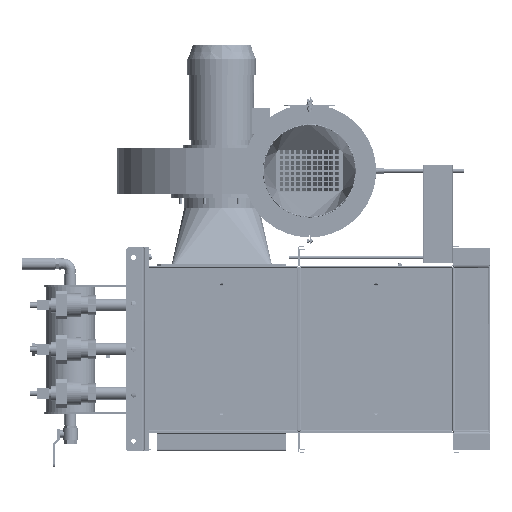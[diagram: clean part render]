
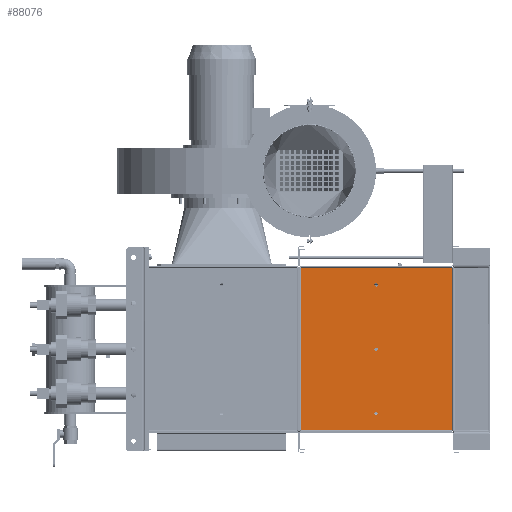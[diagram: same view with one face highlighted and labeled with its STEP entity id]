
A CAD part, left-side view. The second image highlights one B-rep face of the part: STEP entity #88076.
In plain terms, the highlighted face is planar.
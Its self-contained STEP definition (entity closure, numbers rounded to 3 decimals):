
#486 = DIRECTION ( 'NONE',  ( -1., 0., 0. ) ) ;
#1351 = DIRECTION ( 'NONE',  ( 0., -1., 0. ) ) ;
#10094 = CIRCLE ( 'NONE', #113787, 4.5 ) ;
#12650 = CARTESIAN_POINT ( 'NONE',  ( 0., -210., 220.6 ) ) ;
#14841 = VERTEX_POINT ( 'NONE', #46833 ) ;
#17599 = DIRECTION ( 'NONE',  ( 0., -1., 0. ) ) ;
#17989 = VERTEX_POINT ( 'NONE', #77113 ) ;
#18905 = CARTESIAN_POINT ( 'NONE',  ( 0., 205.6, 220.6 ) ) ;
#19602 = CARTESIAN_POINT ( 'NONE',  ( 0., 0., -175. ) ) ;
#20956 = VERTEX_POINT ( 'NONE', #35138 ) ;
#21854 = EDGE_CURVE ( 'NONE', #36969, #39691, #61191, .T. ) ;
#22770 = VERTEX_POINT ( 'NONE', #116648 ) ;
#22803 = CIRCLE ( 'NONE', #119709, 4.5 ) ;
#22849 = FACE_BOUND ( 'NONE', #52988, .T. ) ;
#23968 = LINE ( 'NONE', #12650, #53806 ) ;
#25379 = CARTESIAN_POINT ( 'NONE',  ( 0., 210., -220.6 ) ) ;
#28823 = CARTESIAN_POINT ( 'NONE',  ( 0., 0., -179.5 ) ) ;
#28842 = VECTOR ( 'NONE', #88174, 1000. ) ;
#30569 = VERTEX_POINT ( 'NONE', #123270 ) ;
#35138 = CARTESIAN_POINT ( 'NONE',  ( 0., 0., 170.5 ) ) ;
#36064 = ORIENTED_EDGE ( 'NONE', *, *, #56003, .T. ) ;
#36969 = VERTEX_POINT ( 'NONE', #104498 ) ;
#37634 = EDGE_LOOP ( 'NONE', ( #103022, #64517 ) ) ;
#38234 = VECTOR ( 'NONE', #90999, 1000. ) ;
#38959 = DIRECTION ( 'NONE',  ( 0., -1., 0. ) ) ;
#39691 = VERTEX_POINT ( 'NONE', #103625 ) ;
#41380 = DIRECTION ( 'NONE',  ( -1., 0., 0. ) ) ;
#43590 = DIRECTION ( 'NONE',  ( 0., -1., 0. ) ) ;
#44452 = DIRECTION ( 'NONE',  ( 0., 1., 0. ) ) ;
#45448 = DIRECTION ( 'NONE',  ( 0., -1., 0. ) ) ;
#46247 = DIRECTION ( 'NONE',  ( -1., 0., 0. ) ) ;
#46833 = CARTESIAN_POINT ( 'NONE',  ( 0., 0., -170.5 ) ) ;
#49536 = CARTESIAN_POINT ( 'NONE',  ( 0., 0., 0. ) ) ;
#51093 = ORIENTED_EDGE ( 'NONE', *, *, #103256, .F. ) ;
#51428 = VERTEX_POINT ( 'NONE', #28823 ) ;
#52988 = EDGE_LOOP ( 'NONE', ( #76801, #131963 ) ) ;
#53465 = CARTESIAN_POINT ( 'NONE',  ( 0., 0., 175. ) ) ;
#53806 = VECTOR ( 'NONE', #44452, 1000. ) ;
#54431 = ORIENTED_EDGE ( 'NONE', *, *, #70446, .F. ) ;
#55190 = AXIS2_PLACEMENT_3D ( 'NONE', #120917, #76510, #45448 ) ;
#55667 = EDGE_LOOP ( 'NONE', ( #57641, #123018, #51093, #54431 ) ) ;
#56003 = EDGE_CURVE ( 'NONE', #51428, #14841, #91167, .T. ) ;
#57641 = ORIENTED_EDGE ( 'NONE', *, *, #106854, .F. ) ;
#57889 = CARTESIAN_POINT ( 'NONE',  ( 0., 0., 175. ) ) ;
#61191 = CIRCLE ( 'NONE', #79277, 4.5 ) ;
#61682 = CARTESIAN_POINT ( 'NONE',  ( 0., 0., 179.5 ) ) ;
#61949 = LINE ( 'NONE', #18905, #38234 ) ;
#64517 = ORIENTED_EDGE ( 'NONE', *, *, #75856, .T. ) ;
#66988 = CARTESIAN_POINT ( 'NONE',  ( 0., -205.6, -220.6 ) ) ;
#70446 = EDGE_CURVE ( 'NONE', #22770, #84613, #122022, .T. ) ;
#71095 = CIRCLE ( 'NONE', #102642, 4.5 ) ;
#73896 = EDGE_CURVE ( 'NONE', #39691, #36969, #10094, .T. ) ;
#75856 = EDGE_CURVE ( 'NONE', #20956, #116650, #71095, .T. ) ;
#76510 = DIRECTION ( 'NONE',  ( -1., 0., 0. ) ) ;
#76801 = ORIENTED_EDGE ( 'NONE', *, *, #21854, .T. ) ;
#77113 = CARTESIAN_POINT ( 'NONE',  ( 0., 205.6, 220.6 ) ) ;
#78597 = EDGE_CURVE ( 'NONE', #116650, #20956, #80584, .T. ) ;
#78609 = FACE_BOUND ( 'NONE', #86882, .T. ) ;
#79277 = AXIS2_PLACEMENT_3D ( 'NONE', #49536, #101120, #38959 ) ;
#80106 = DIRECTION ( 'NONE',  ( 0., -1., 0. ) ) ;
#80584 = CIRCLE ( 'NONE', #107602, 4.5 ) ;
#84482 = EDGE_CURVE ( 'NONE', #14841, #51428, #22803, .T. ) ;
#84613 = VERTEX_POINT ( 'NONE', #66988 ) ;
#86882 = EDGE_LOOP ( 'NONE', ( #91061, #36064 ) ) ;
#87455 = CARTESIAN_POINT ( 'NONE',  ( 0., -205.6, -220.6 ) ) ;
#88076 = ADVANCED_FACE ( 'NONE', ( #22849, #88478, #97667, #78609 ), #108231, .F. ) ;
#88174 = DIRECTION ( 'NONE',  ( 0., 0., 1. ) ) ;
#88478 = FACE_BOUND ( 'NONE', #37634, .T. ) ;
#90999 = DIRECTION ( 'NONE',  ( 0., 0., -1. ) ) ;
#91061 = ORIENTED_EDGE ( 'NONE', *, *, #84482, .T. ) ;
#91167 = CIRCLE ( 'NONE', #91488, 4.5 ) ;
#91488 = AXIS2_PLACEMENT_3D ( 'NONE', #19602, #486, #43590 ) ;
#95285 = CARTESIAN_POINT ( 'NONE',  ( 0., 0., -175. ) ) ;
#96647 = LINE ( 'NONE', #87455, #28842 ) ;
#97667 = FACE_OUTER_BOUND ( 'NONE', #55667, .T. ) ;
#97894 = CARTESIAN_POINT ( 'NONE',  ( 0., 0., 0. ) ) ;
#99321 = DIRECTION ( 'NONE',  ( 0., -1., 0. ) ) ;
#101120 = DIRECTION ( 'NONE',  ( -1., 0., 0. ) ) ;
#102038 = VECTOR ( 'NONE', #1351, 1000. ) ;
#102642 = AXIS2_PLACEMENT_3D ( 'NONE', #57889, #41380, #17599 ) ;
#103022 = ORIENTED_EDGE ( 'NONE', *, *, #78597, .T. ) ;
#103256 = EDGE_CURVE ( 'NONE', #84613, #30569, #96647, .T. ) ;
#103625 = CARTESIAN_POINT ( 'NONE',  ( 0., 0., -4.5 ) ) ;
#104498 = CARTESIAN_POINT ( 'NONE',  ( 0., 0., 4.5 ) ) ;
#106854 = EDGE_CURVE ( 'NONE', #17989, #22770, #61949, .T. ) ;
#107602 = AXIS2_PLACEMENT_3D ( 'NONE', #53465, #46247, #80106 ) ;
#108231 = PLANE ( 'NONE',  #55190 ) ;
#113787 = AXIS2_PLACEMENT_3D ( 'NONE', #97894, #121137, #99321 ) ;
#116648 = CARTESIAN_POINT ( 'NONE',  ( 0., 205.6, -220.6 ) ) ;
#116650 = VERTEX_POINT ( 'NONE', #61682 ) ;
#119709 = AXIS2_PLACEMENT_3D ( 'NONE', #95285, #125600, #137587 ) ;
#120917 = CARTESIAN_POINT ( 'NONE',  ( 0., 210., -225. ) ) ;
#121137 = DIRECTION ( 'NONE',  ( -1., 0., 0. ) ) ;
#122022 = LINE ( 'NONE', #25379, #102038 ) ;
#122184 = EDGE_CURVE ( 'NONE', #30569, #17989, #23968, .T. ) ;
#123018 = ORIENTED_EDGE ( 'NONE', *, *, #122184, .F. ) ;
#123270 = CARTESIAN_POINT ( 'NONE',  ( 0., -205.6, 220.6 ) ) ;
#125600 = DIRECTION ( 'NONE',  ( -1., 0., 0. ) ) ;
#131963 = ORIENTED_EDGE ( 'NONE', *, *, #73896, .T. ) ;
#137587 = DIRECTION ( 'NONE',  ( 0., -1., 0. ) ) ;
